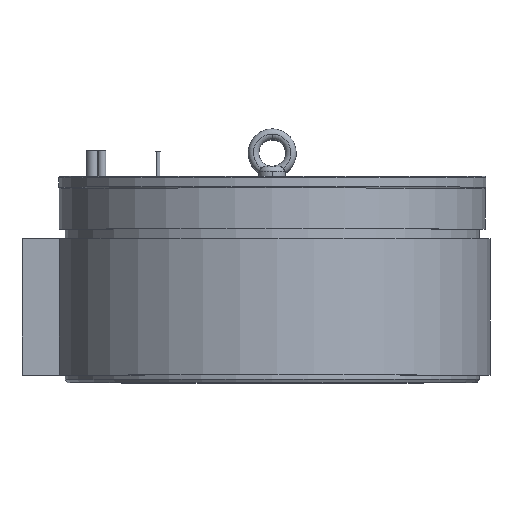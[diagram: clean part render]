
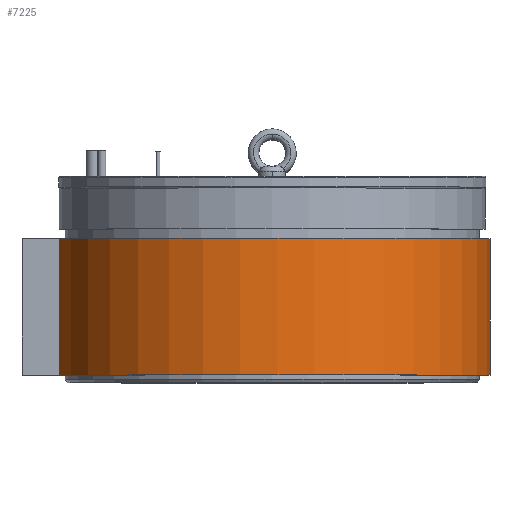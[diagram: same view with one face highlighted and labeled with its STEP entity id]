
A CAD part, top view. The second image highlights one B-rep face of the part: STEP entity #7225.
In plain terms, the highlighted cylindrical face has radius 163.15 mm (diameter 326.3 mm), a partial arc.
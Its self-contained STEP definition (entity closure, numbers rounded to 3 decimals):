
#6828=CARTESIAN_POINT('',(0.,108.,0.));
#6829=DIRECTION('',(0.,1.,0.));
#6830=DIRECTION('',(-0.977,0.,0.215));
#6831=AXIS2_PLACEMENT_3D('',#6828,#6829,#6830);
#6833=DIRECTION('',(0.,1.,0.));
#6834=VECTOR('',#6833,102.4);
#6835=CARTESIAN_POINT('',(-159.352,5.6,-35.));
#6836=LINE('',#6835,#6834);
#6837=CARTESIAN_POINT('',(0.,5.6,0.));
#6838=DIRECTION('',(0.,-1.,0.));
#6839=DIRECTION('',(-0.977,0.,-0.215));
#6840=AXIS2_PLACEMENT_3D('',#6837,#6838,#6839);
#6842=DIRECTION('',(0.,1.,0.));
#6843=VECTOR('',#6842,102.4);
#6844=CARTESIAN_POINT('',(-159.352,5.6,35.));
#6845=LINE('',#6844,#6843);
#7150=CARTESIAN_POINT('',(-159.352,5.6,35.));
#7151=CARTESIAN_POINT('',(-159.352,108.,35.));
#7152=VERTEX_POINT('',#7150);
#7153=VERTEX_POINT('',#7151);
#7154=CARTESIAN_POINT('',(-159.352,5.6,-35.));
#7155=CARTESIAN_POINT('',(-159.352,108.,-35.));
#7156=VERTEX_POINT('',#7154);
#7157=VERTEX_POINT('',#7155);
#7210=CARTESIAN_POINT('',(0.,-6.,0.));
#7211=DIRECTION('',(0.,1.,0.));
#7212=DIRECTION('',(1.,0.,0.));
#7213=AXIS2_PLACEMENT_3D('',#7210,#7211,#7212);
#7214=CYLINDRICAL_SURFACE('',#7213,163.15);
#7216=ORIENTED_EDGE('',*,*,#7215,.T.);
#7218=ORIENTED_EDGE('',*,*,#7217,.F.);
#7220=ORIENTED_EDGE('',*,*,#7219,.T.);
#7222=ORIENTED_EDGE('',*,*,#7221,.T.);
#7223=EDGE_LOOP('',(#7216,#7218,#7220,#7222));
#7224=FACE_OUTER_BOUND('',#7223,.F.);
#6832=CIRCLE('',#6831,163.15);
#6841=CIRCLE('',#6840,163.15);
#7215=EDGE_CURVE('',#7153,#7157,#6832,.T.);
#7217=EDGE_CURVE('',#7156,#7157,#6836,.T.);
#7219=EDGE_CURVE('',#7156,#7152,#6841,.T.);
#7221=EDGE_CURVE('',#7152,#7153,#6845,.T.);
#7225=ADVANCED_FACE('',(#7224),#7214,.T.);
